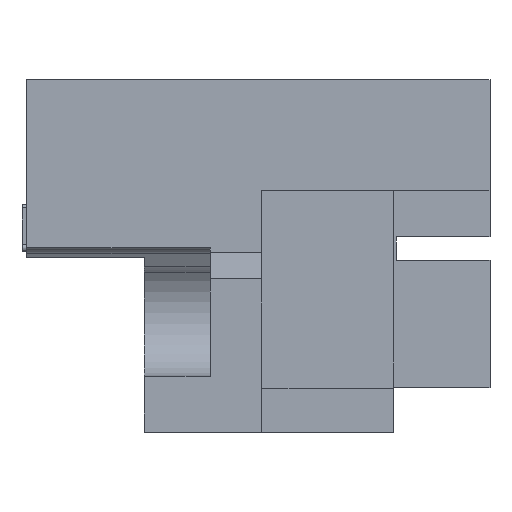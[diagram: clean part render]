
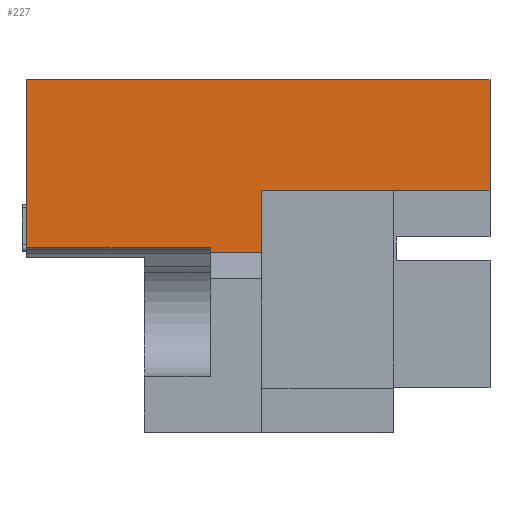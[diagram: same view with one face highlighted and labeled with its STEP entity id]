
A CAD part, left-side view. The second image highlights one B-rep face of the part: STEP entity #227.
In plain terms, the highlighted planar face has unit normal (-1, 0, 0).
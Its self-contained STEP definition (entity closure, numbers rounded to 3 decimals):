
#227=ADVANCED_FACE('',(#427),#334,.T.);
#334=PLANE('',#2277);
#427=FACE_OUTER_BOUND('',#547,.T.);
#547=EDGE_LOOP('',(#938,#939,#940,#941,#942,#943,#944,#945));
#938=ORIENTED_EDGE('',*,*,#1572,.F.);
#939=ORIENTED_EDGE('',*,*,#1573,.F.);
#940=ORIENTED_EDGE('',*,*,#1574,.F.);
#941=ORIENTED_EDGE('',*,*,#1404,.F.);
#942=ORIENTED_EDGE('',*,*,#1567,.F.);
#943=ORIENTED_EDGE('',*,*,#1405,.F.);
#944=ORIENTED_EDGE('',*,*,#1571,.F.);
#945=ORIENTED_EDGE('',*,*,#1575,.F.);
#1203=VERTEX_POINT('',#2910);
#1206=VERTEX_POINT('',#2915);
#1207=VERTEX_POINT('',#2919);
#1208=VERTEX_POINT('',#2920);
#1319=VERTEX_POINT('',#3256);
#1320=VERTEX_POINT('',#3260);
#1321=VERTEX_POINT('',#3261);
#1322=VERTEX_POINT('',#3263);
#1404=EDGE_CURVE('',#1206,#1203,#1696,.T.);
#1405=EDGE_CURVE('',#1207,#1208,#1697,.T.);
#1567=EDGE_CURVE('',#1208,#1206,#1852,.T.);
#1571=EDGE_CURVE('',#1319,#1207,#1854,.T.);
#1572=EDGE_CURVE('',#1320,#1321,#1855,.T.);
#1573=EDGE_CURVE('',#1322,#1320,#1856,.T.);
#1574=EDGE_CURVE('',#1203,#1322,#1857,.T.);
#1575=EDGE_CURVE('',#1321,#1319,#1858,.T.);
#1696=LINE('',#2916,#1957);
#1697=LINE('',#2918,#1958);
#1852=LINE('',#3248,#2113);
#1854=LINE('',#3257,#2115);
#1855=LINE('',#3259,#2116);
#1856=LINE('',#3262,#2117);
#1857=LINE('',#3264,#2118);
#1858=LINE('',#3265,#2119);
#1957=VECTOR('',#2367,1.);
#1958=VECTOR('',#2370,1.);
#2113=VECTOR('',#2655,1.);
#2115=VECTOR('',#2665,1.);
#2116=VECTOR('',#2668,1.);
#2117=VECTOR('',#2669,1.);
#2118=VECTOR('',#2670,1.);
#2119=VECTOR('',#2671,1.);
#2277=AXIS2_PLACEMENT_3D('',#3266,#2672,#2673);
#2367=DIRECTION('',(0.,1.,0.));
#2370=DIRECTION('',(0.,1.,0.));
#2655=DIRECTION('',(0.,0.,1.));
#2665=DIRECTION('',(0.,0.,-1.));
#2668=DIRECTION('',(0.,0.,-1.));
#2669=DIRECTION('',(0.,-1.,0.));
#2670=DIRECTION('',(0.,0.,1.));
#2671=DIRECTION('',(0.,1.,0.));
#2672=DIRECTION('',(-1.,0.,0.));
#2673=DIRECTION('',(0.,0.,1.));
#2910=CARTESIAN_POINT('',(43.75,17.65,79.79));
#2915=CARTESIAN_POINT('',(43.75,9.8,79.79));
#2916=CARTESIAN_POINT('',(43.75,-2.15,79.79));
#2918=CARTESIAN_POINT('',(43.75,7.6,79.58));
#2919=CARTESIAN_POINT('',(43.75,7.6,79.58));
#2920=CARTESIAN_POINT('',(43.75,9.8,79.58));
#3248=CARTESIAN_POINT('',(43.75,9.8,79.58));
#3256=CARTESIAN_POINT('',(43.75,7.6,82.24));
#3257=CARTESIAN_POINT('',(43.75,7.6,82.24));
#3259=CARTESIAN_POINT('',(43.75,-2.15,86.97));
#3260=CARTESIAN_POINT('',(43.75,-2.15,86.97));
#3261=CARTESIAN_POINT('',(43.75,-2.15,82.24));
#3262=CARTESIAN_POINT('',(43.75,17.65,86.97));
#3263=CARTESIAN_POINT('',(43.75,17.65,86.97));
#3264=CARTESIAN_POINT('',(43.75,17.65,79.79));
#3265=CARTESIAN_POINT('',(43.75,-2.15,82.24));
#3266=CARTESIAN_POINT('',(43.75,-2.15,79.58));
